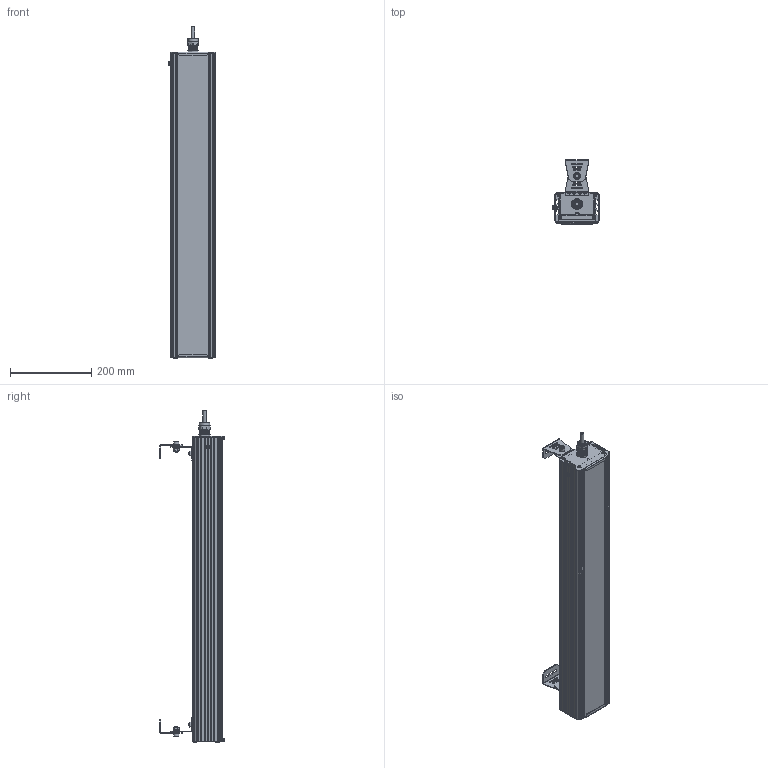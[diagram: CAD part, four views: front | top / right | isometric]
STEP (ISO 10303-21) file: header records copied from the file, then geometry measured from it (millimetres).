
FILE_DESCRIPTION(('STEP AP214'), '1');
FILE_NAME('001.0102.13.000 - ÃÑÏ-Ïðèìà-1Åõ-50', '', ('UNSPECIFIED'), ('UNSPECIFIED'), 'C3D Converter', 'C3D Toolkit', '');
FILE_SCHEMA(('AUTOMOTIVE_DESIGN { 1 0 10303 214 3 1 1}'));
Length unit declared in the file: millimetre
Products named in the file (35): 001.0102.13.000; 001.0065.01.000
Assembly tree (58 placements, depth 4):
  001.0102.13.000
    (unnamed)
      (unnamed)  x4
      (unnamed)  x4
      (unnamed)
      (unnamed)
      (unnamed)
      (unnamed)
      (unnamed)
      (unnamed)
      (unnamed)
      (unnamed)
      (unnamed)
        (unnamed)
      (unnamed)
      (unnamed)
      (unnamed)  x5
        (unnamed)
        (unnamed)
        (unnamed)
        (unnamed)
        (unnamed)
        (unnamed)
        (unnamed)
        (unnamed)
    001.0065.01.000  x2
      (unnamed)
      (unnamed)
      (unnamed)
      (unnamed)
      (unnamed)
      (unnamed)
      (unnamed)
      (unnamed)
      (unnamed)
Bounding box: 117.15 x 158.42 x 816.5 mm (x, y, z)
Volume: 1396371.6 mm3; surface area: 1173599.1 mm2
Topology: 195 solids, 195 shells, 2646 faces, 6445 edges, 4252 vertices
Faces by surface type: plane 1688, cylinder 770, cone 145, bspline 39, torus 4
Full cylindrical faces by diameter (mm): 2 x10, 2.5 x20, 2.8 x125, 3.5 x25, 4 x9, 5 x3, 6 x5, 6.375 x2, 7 x2, 8 x12, 8.5 x8, 10 x1, 12 x2, 12.5 x1, 13 x1, 13.333 x2, 16 x5, 17 x1, 18 x1, 18.5 x1, 19 x1, 20 x1, 21.5 x1, 22 x2, 25.5 x1
Entity records: 86855 total; most frequent: CARTESIAN_POINT 38572, DIRECTION 7234, ORIENTED_EDGE 6044, EDGE_CURVE 3022, AXIS2_PLACEMENT_3D 2666, COLOUR_RGB 2342, PRESENTATION_STYLE_ASSIGNMENT 2342, VERTEX_POINT 2060
